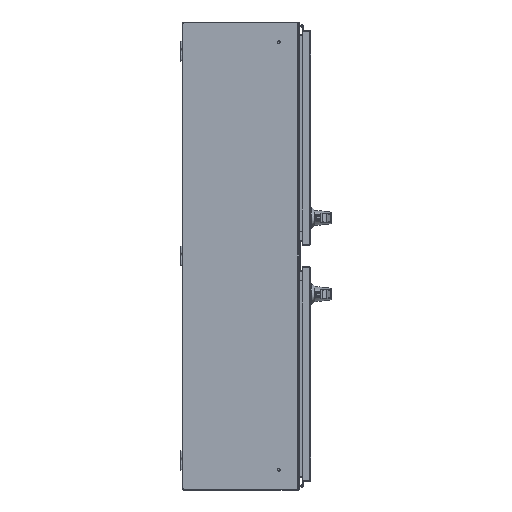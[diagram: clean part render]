
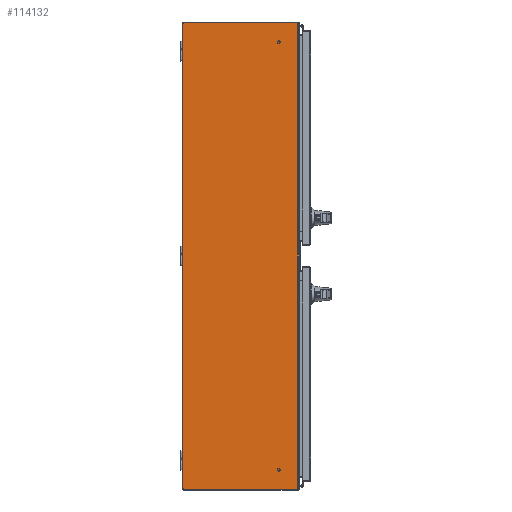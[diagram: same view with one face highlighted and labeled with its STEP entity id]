
A CAD part, front view. The second image highlights one B-rep face of the part: STEP entity #114132.
In plain terms, the highlighted face is planar.
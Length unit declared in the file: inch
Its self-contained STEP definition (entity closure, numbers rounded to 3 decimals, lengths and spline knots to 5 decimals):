
#9511 = CARTESIAN_POINT ( 'NONE',  ( -23.905, 0., -24. ) ) ;
#11719 = VECTOR ( 'NONE', #105574, 39.37008 ) ;
#39204 = CARTESIAN_POINT ( 'NONE',  ( 23.905, -11.905, -24. ) ) ;
#39935 = ORIENTED_EDGE ( 'NONE', *, *, #66665, .T. ) ;
#40667 = AXIS2_PLACEMENT_3D ( 'NONE', #39204, #110502, #68987 ) ;
#42751 = DIRECTION ( 'NONE',  ( 0., -1., 0. ) ) ;
#45432 = ORIENTED_EDGE ( 'NONE', *, *, #180464, .T. ) ;
#66500 = DIRECTION ( 'NONE',  ( 1., 0., 0. ) ) ;
#66665 = EDGE_CURVE ( 'NONE', #103455, #93079, #90641, .T. ) ;
#67468 = VECTOR ( 'NONE', #42751, 39.37008 ) ;
#68987 = DIRECTION ( 'NONE',  ( -1., 0., 0. ) ) ;
#75975 = VERTEX_POINT ( 'NONE', #9511 ) ;
#77232 = VECTOR ( 'NONE', #100347, 39.37008 ) ;
#77634 = CARTESIAN_POINT ( 'NONE',  ( -23.905, -11.905, -24. ) ) ;
#79478 = CARTESIAN_POINT ( 'NONE',  ( 23.905, 0., -24. ) ) ;
#87982 = LINE ( 'NONE', #79478, #92427 ) ;
#90641 = LINE ( 'NONE', #113982, #77232 ) ;
#92427 = VECTOR ( 'NONE', #66500, 39.37008 ) ;
#93079 = VERTEX_POINT ( 'NONE', #175824 ) ;
#95617 = CARTESIAN_POINT ( 'NONE',  ( 23.905, -11.905, -24. ) ) ;
#100347 = DIRECTION ( 'NONE',  ( -1., 0., 0. ) ) ;
#103455 = VERTEX_POINT ( 'NONE', #168193 ) ;
#105574 = DIRECTION ( 'NONE',  ( 0., 1., 0. ) ) ;
#110502 = DIRECTION ( 'NONE',  ( 0., 0., -1. ) ) ;
#113982 = CARTESIAN_POINT ( 'NONE',  ( 23.905, -11.762, -24. ) ) ;
#114132 = ADVANCED_FACE ( 'NONE', ( #144193 ), #139039, .T. ) ;
#120540 = ORIENTED_EDGE ( 'NONE', *, *, #133732, .T. ) ;
#127309 = EDGE_CURVE ( 'NONE', #181327, #103455, #171791, .T. ) ;
#133168 = ORIENTED_EDGE ( 'NONE', *, *, #127309, .T. ) ;
#133732 = EDGE_CURVE ( 'NONE', #75975, #181327, #87982, .T. ) ;
#139039 = PLANE ( 'NONE',  #40667 ) ;
#144193 = FACE_OUTER_BOUND ( 'NONE', #173027, .T. ) ;
#153238 = CARTESIAN_POINT ( 'NONE',  ( 23.905, 0., -24. ) ) ;
#168193 = CARTESIAN_POINT ( 'NONE',  ( 23.905, -11.762, -24. ) ) ;
#171791 = LINE ( 'NONE', #95617, #67468 ) ;
#173027 = EDGE_LOOP ( 'NONE', ( #45432, #120540, #133168, #39935 ) ) ;
#175824 = CARTESIAN_POINT ( 'NONE',  ( -23.905, -11.762, -24. ) ) ;
#176251 = LINE ( 'NONE', #77634, #11719 ) ;
#180464 = EDGE_CURVE ( 'NONE', #93079, #75975, #176251, .T. ) ;
#181327 = VERTEX_POINT ( 'NONE', #153238 ) ;
